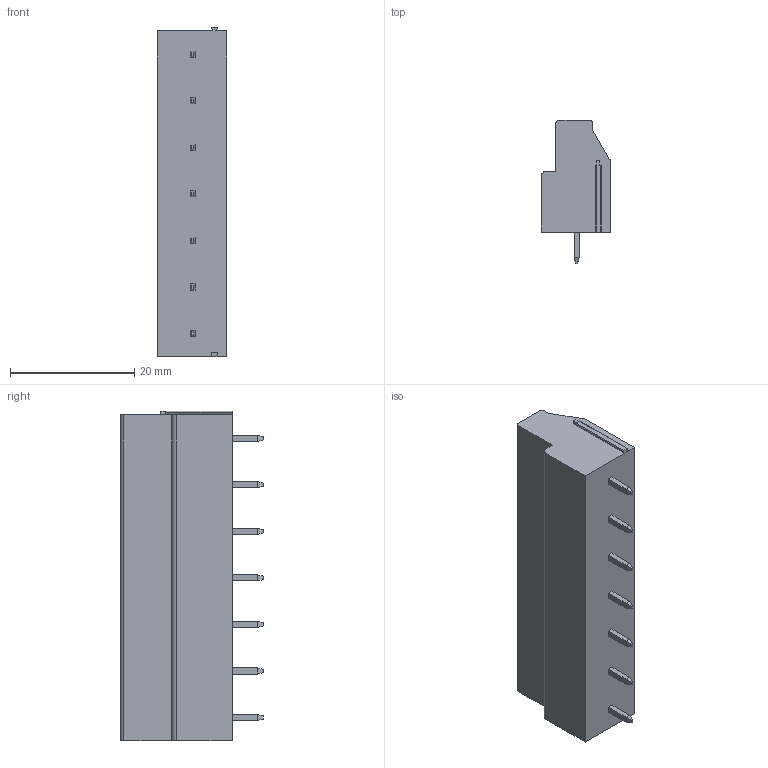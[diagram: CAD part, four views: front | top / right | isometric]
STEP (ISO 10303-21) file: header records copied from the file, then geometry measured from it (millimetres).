
FILE_DESCRIPTION((''),'2;1');
FILE_NAME('PRT0002','2024-10-21T',('sj'),(''),'PRO/ENGINEER BY PARAMETRIC TECHNOLOGY CORPORATION, 2013240','PRO/ENGINEER BY PARAMETRIC TECHNOLOGY CORPORATION, 2013240','');
FILE_SCHEMA(('AUTOMOTIVE_DESIGN_CC2 { 1 2 10303 214 -1 1 5 2 }'));
Length unit declared in the file: millimetre
Products named in the file (1): PRT0002
Bounding box: 11.2 x 23 x 53.1 mm (x, y, z)
Volume: 8678.2 mm3; surface area: 3738.4 mm2
Topology: 1 solids, 1 shells, 282 faces, 677 edges, 418 vertices
Faces by surface type: plane 190, cylinder 50, cone 28, torus 14
Entity records: 8141 total; most frequent: CARTESIAN_POINT 1517, DIRECTION 1369, ORIENTED_EDGE 1354, EDGE_CURVE 677, VECTOR 493, LINE 493, AXIS2_PLACEMENT_3D 438, VERTEX_POINT 418
